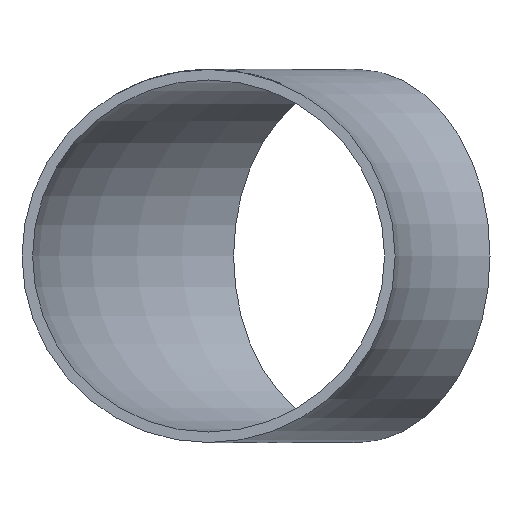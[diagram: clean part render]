
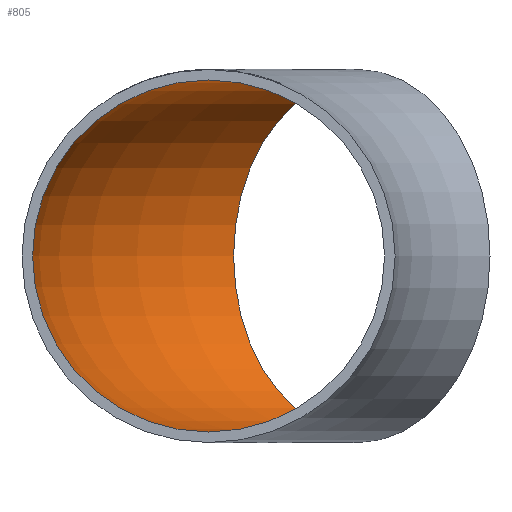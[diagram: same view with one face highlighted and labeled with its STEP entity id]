
A CAD part, front view. The second image highlights one B-rep face of the part: STEP entity #805.
In plain terms, the highlighted toroidal (fillet/blend) face has major radius 72.5 mm and minor radius 25 mm.
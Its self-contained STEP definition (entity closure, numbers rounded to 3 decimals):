
#284 = EDGE_LOOP ( 'NONE', ( #2934 ) ) ;
#805 = ADVANCED_FACE ( 'NONE', ( #4697, #3679 ), #9051, .F. ) ;
#807 = CARTESIAN_POINT ( 'NONE',  ( -72.5, 0., 0. ) ) ;
#1884 = EDGE_CURVE ( 'NONE', #3397, #3397, #10626, .T. ) ;
#2492 = DIRECTION ( 'NONE',  ( 0., 1., 0. ) ) ;
#2934 = ORIENTED_EDGE ( 'NONE', *, *, #1884, .T. ) ;
#3397 = VERTEX_POINT ( 'NONE', #9827 ) ;
#3656 = DIRECTION ( 'NONE',  ( -0.707, 0.707, 0. ) ) ;
#3679 = FACE_OUTER_BOUND ( 'NONE', #9997, .T. ) ;
#3921 = EDGE_CURVE ( 'NONE', #8485, #8485, #14925, .T. ) ;
#4697 = FACE_OUTER_BOUND ( 'NONE', #284, .T. ) ;
#6236 = CARTESIAN_POINT ( 'NONE',  ( 0., 0., 0. ) ) ;
#7888 = CARTESIAN_POINT ( 'NONE',  ( -51.265, 51.265, 0. ) ) ;
#8485 = VERTEX_POINT ( 'NONE', #16002 ) ;
#8771 = DIRECTION ( 'NONE',  ( -1., 0., 0. ) ) ;
#9051 = TOROIDAL_SURFACE ( 'NONE', #14454, 72.5, 25. ) ;
#9827 = CARTESIAN_POINT ( 'NONE',  ( -68.943, 68.943, 0. ) ) ;
#9855 = DIRECTION ( 'NONE',  ( 0., 0., -1. ) ) ;
#9997 = EDGE_LOOP ( 'NONE', ( #10615 ) ) ;
#10615 = ORIENTED_EDGE ( 'NONE', *, *, #3921, .F. ) ;
#10626 = CIRCLE ( 'NONE', #15226, 25. ) ;
#11689 = DIRECTION ( 'NONE',  ( 0.707, 0.707, 0. ) ) ;
#12306 = DIRECTION ( 'NONE',  ( 0., 0., 1. ) ) ;
#14454 = AXIS2_PLACEMENT_3D ( 'NONE', #6236, #9855, #8771 ) ;
#14925 = CIRCLE ( 'NONE', #16259, 25. ) ;
#15226 = AXIS2_PLACEMENT_3D ( 'NONE', #7888, #11689, #3656 ) ;
#16002 = CARTESIAN_POINT ( 'NONE',  ( -72.5, 0., 25. ) ) ;
#16259 = AXIS2_PLACEMENT_3D ( 'NONE', #807, #2492, #12306 ) ;
